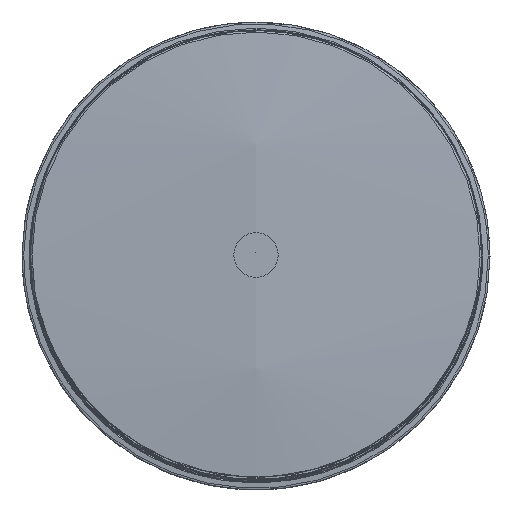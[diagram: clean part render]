
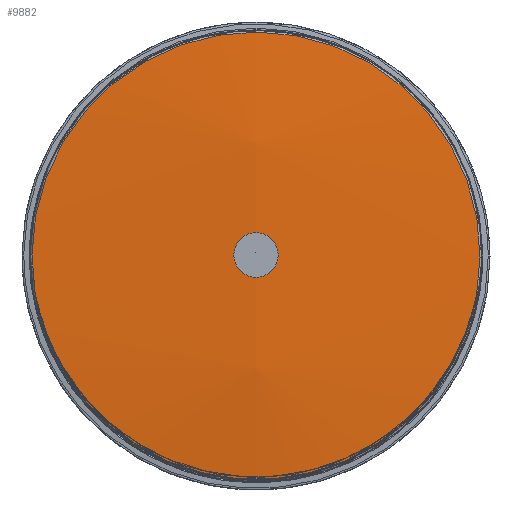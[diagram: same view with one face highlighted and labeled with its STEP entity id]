
A CAD part, front view. The second image highlights one B-rep face of the part: STEP entity #9882.
In plain terms, the highlighted spherical face has radius 1000 mm.
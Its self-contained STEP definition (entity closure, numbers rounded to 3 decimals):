
#280=SPHERICAL_SURFACE('',#10554,1000.);
#849=FACE_OUTER_BOUND('',#1454,.T.);
#1454=EDGE_LOOP('',(#6269));
#2091=CIRCLE('',#10534,110.11);
#3813=VERTEX_POINT('',#14694);
#4754=EDGE_CURVE('',#3813,#3813,#2091,.T.);
#6269=ORIENTED_EDGE('',*,*,#4754,.T.);
#9882=ADVANCED_FACE('',(#849),#280,.T.);
#10534=AXIS2_PLACEMENT_3D('',#14696,#11768,#11769);
#10554=AXIS2_PLACEMENT_3D('',#14780,#11818,#11819);
#11768=DIRECTION('center_axis',(0.,-1.,0.));
#11769=DIRECTION('ref_axis',(-1.,0.,0.));
#11818=DIRECTION('center_axis',(1.,0.,0.));
#11819=DIRECTION('ref_axis',(0.,0.,-1.));
#14694=CARTESIAN_POINT('',(-189.892,-285.041,-2.352));
#14696=CARTESIAN_POINT('Origin',(-300.,-285.041,-1.67));
#14780=CARTESIAN_POINT('Origin',(-300.,708.878,-1.67));
